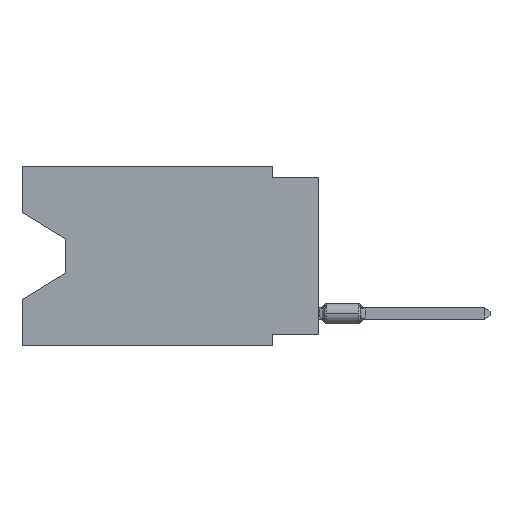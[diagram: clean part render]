
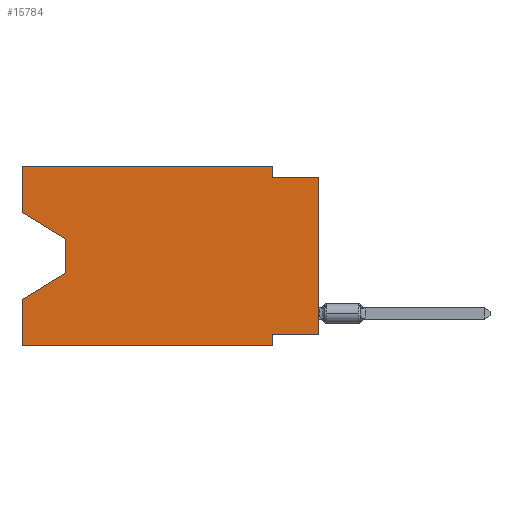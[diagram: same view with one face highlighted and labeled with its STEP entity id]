
A CAD part, left-side view. The second image highlights one B-rep face of the part: STEP entity #15784.
In plain terms, the highlighted planar face has unit normal (-1, 0, 0).
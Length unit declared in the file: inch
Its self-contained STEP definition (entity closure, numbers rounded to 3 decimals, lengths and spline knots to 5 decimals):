
#235 = CARTESIAN_POINT ( 'NONE',  ( 0., 0., 0. ) ) ;
#903 = DIRECTION ( 'NONE',  ( 0., 0.855, -0.519 ) ) ;
#1143 = ORIENTED_EDGE ( 'NONE', *, *, #15915, .T. ) ;
#1436 = VECTOR ( 'NONE', #19940, 39.37008 ) ;
#2224 = VERTEX_POINT ( 'NONE', #9068 ) ;
#2371 = ORIENTED_EDGE ( 'NONE', *, *, #7337, .F. ) ;
#2395 = CARTESIAN_POINT ( 'NONE',  ( 0., 0., -0.365 ) ) ;
#2443 = CARTESIAN_POINT ( 'NONE',  ( 0., 0.645, 0. ) ) ;
#2503 = LINE ( 'NONE', #9007, #18990 ) ;
#2506 = CARTESIAN_POINT ( 'NONE',  ( 0., 0.645, 0. ) ) ;
#2552 = CARTESIAN_POINT ( 'NONE',  ( 0., 0., -0.365 ) ) ;
#3202 = DIRECTION ( 'NONE',  ( 0., 0., 1. ) ) ;
#3297 = CARTESIAN_POINT ( 'NONE',  ( 0., 0.645, 0. ) ) ;
#3508 = VECTOR ( 'NONE', #3202, 39.37008 ) ;
#3668 = CARTESIAN_POINT ( 'NONE',  ( 0., 0., -0.025 ) ) ;
#3770 = CARTESIAN_POINT ( 'NONE',  ( 0., 0.1, -0.39 ) ) ;
#3789 = LINE ( 'NONE', #8794, #15042 ) ;
#3991 = VERTEX_POINT ( 'NONE', #15596 ) ;
#4070 = VERTEX_POINT ( 'NONE', #2506 ) ;
#4312 = CARTESIAN_POINT ( 'NONE',  ( 0., 0.645, -0.39 ) ) ;
#4728 = VECTOR ( 'NONE', #10486, 39.37008 ) ;
#5420 = VECTOR ( 'NONE', #19242, 39.37008 ) ;
#5691 = DIRECTION ( 'NONE',  ( 0., -1., 0. ) ) ;
#5703 = LINE ( 'NONE', #4312, #12579 ) ;
#5836 = VECTOR ( 'NONE', #6722, 39.37008 ) ;
#6548 = VECTOR ( 'NONE', #20624, 39.37008 ) ;
#6654 = EDGE_CURVE ( 'NONE', #17054, #20605, #8125, .T. ) ;
#6722 = DIRECTION ( 'NONE',  ( 0., 0., 1. ) ) ;
#6742 = LINE ( 'NONE', #20153, #1436 ) ;
#6855 = DIRECTION ( 'NONE',  ( 0., 0., -1. ) ) ;
#6891 = PLANE ( 'NONE',  #15609 ) ;
#6997 = FACE_OUTER_BOUND ( 'NONE', #17883, .T. ) ;
#7100 = CARTESIAN_POINT ( 'NONE',  ( 0., 0.645, -0.39 ) ) ;
#7222 = ORIENTED_EDGE ( 'NONE', *, *, #7967, .F. ) ;
#7337 = EDGE_CURVE ( 'NONE', #15732, #2224, #20530, .T. ) ;
#7404 = VERTEX_POINT ( 'NONE', #18918 ) ;
#7451 = LINE ( 'NONE', #13948, #5420 ) ;
#7503 = LINE ( 'NONE', #12609, #12840 ) ;
#7715 = CARTESIAN_POINT ( 'NONE',  ( 0., 0.645, -0.10025 ) ) ;
#7773 = EDGE_CURVE ( 'NONE', #13592, #13369, #6742, .T. ) ;
#7787 = EDGE_CURVE ( 'NONE', #17244, #7404, #18340, .T. ) ;
#7807 = DIRECTION ( 'NONE',  ( 0., -0.855, -0.519 ) ) ;
#7967 = EDGE_CURVE ( 'NONE', #8649, #4070, #19795, .T. ) ;
#8125 = LINE ( 'NONE', #235, #5836 ) ;
#8268 = ORIENTED_EDGE ( 'NONE', *, *, #17224, .T. ) ;
#8347 = VERTEX_POINT ( 'NONE', #13472 ) ;
#8649 = VERTEX_POINT ( 'NONE', #7715 ) ;
#8794 = CARTESIAN_POINT ( 'NONE',  ( 0., 0., -0.025 ) ) ;
#9007 = CARTESIAN_POINT ( 'NONE',  ( 0., 0.55, -0.232 ) ) ;
#9068 = CARTESIAN_POINT ( 'NONE',  ( 0., 0.645, -0.28975 ) ) ;
#9257 = ORIENTED_EDGE ( 'NONE', *, *, #11244, .F. ) ;
#9646 = ORIENTED_EDGE ( 'NONE', *, *, #17534, .F. ) ;
#10028 = CARTESIAN_POINT ( 'NONE',  ( 0., 0.645, 0. ) ) ;
#10200 = DIRECTION ( 'NONE',  ( 0., 0., -1. ) ) ;
#10237 = DIRECTION ( 'NONE',  ( 0., -1., 0. ) ) ;
#10299 = VECTOR ( 'NONE', #6855, 39.37008 ) ;
#10486 = DIRECTION ( 'NONE',  ( 0., 1., 0. ) ) ;
#11137 = ORIENTED_EDGE ( 'NONE', *, *, #7773, .F. ) ;
#11244 = EDGE_CURVE ( 'NONE', #13369, #20605, #3789, .T. ) ;
#12217 = VECTOR ( 'NONE', #10237, 39.37008 ) ;
#12411 = LINE ( 'NONE', #2395, #4728 ) ;
#12579 = VECTOR ( 'NONE', #20602, 39.37008 ) ;
#12609 = CARTESIAN_POINT ( 'NONE',  ( 0., 0.645, -0.10025 ) ) ;
#12840 = VECTOR ( 'NONE', #7807, 39.37008 ) ;
#13112 = LINE ( 'NONE', #10028, #12217 ) ;
#13369 = VERTEX_POINT ( 'NONE', #17882 ) ;
#13472 = CARTESIAN_POINT ( 'NONE',  ( 0., 0.55, -0.158 ) ) ;
#13592 = VERTEX_POINT ( 'NONE', #15028 ) ;
#13605 = CARTESIAN_POINT ( 'NONE',  ( 0., 0.645, 0. ) ) ;
#13948 = CARTESIAN_POINT ( 'NONE',  ( 0., 0.55, -0.158 ) ) ;
#14174 = ORIENTED_EDGE ( 'NONE', *, *, #20867, .T. ) ;
#14371 = CARTESIAN_POINT ( 'NONE',  ( 0., 0.1, -0.365 ) ) ;
#15028 = CARTESIAN_POINT ( 'NONE',  ( 0., 0.1, 0. ) ) ;
#15042 = VECTOR ( 'NONE', #5691, 39.37008 ) ;
#15596 = CARTESIAN_POINT ( 'NONE',  ( 0., 0.55, -0.232 ) ) ;
#15600 = ORIENTED_EDGE ( 'NONE', *, *, #19170, .T. ) ;
#15609 = AXIS2_PLACEMENT_3D ( 'NONE', #13605, #19967, #10200 ) ;
#15732 = VERTEX_POINT ( 'NONE', #7100 ) ;
#15784 = ADVANCED_FACE ( 'NONE', ( #6997 ), #6891, .F. ) ;
#15915 = EDGE_CURVE ( 'NONE', #15732, #7404, #5703, .T. ) ;
#17054 = VERTEX_POINT ( 'NONE', #2552 ) ;
#17224 = EDGE_CURVE ( 'NONE', #8347, #3991, #7451, .T. ) ;
#17244 = VERTEX_POINT ( 'NONE', #14371 ) ;
#17294 = ORIENTED_EDGE ( 'NONE', *, *, #19275, .F. ) ;
#17534 = EDGE_CURVE ( 'NONE', #17054, #17244, #12411, .T. ) ;
#17882 = CARTESIAN_POINT ( 'NONE',  ( 0., 0.1, -0.025 ) ) ;
#17883 = EDGE_LOOP ( 'NONE', ( #14174, #8268, #15600, #2371, #1143, #20735, #9646, #18957, #9257, #11137, #17294, #7222 ) ) ;
#18340 = LINE ( 'NONE', #3770, #10299 ) ;
#18918 = CARTESIAN_POINT ( 'NONE',  ( 0., 0.1, -0.39 ) ) ;
#18957 = ORIENTED_EDGE ( 'NONE', *, *, #6654, .T. ) ;
#18990 = VECTOR ( 'NONE', #903, 39.37008 ) ;
#19170 = EDGE_CURVE ( 'NONE', #3991, #2224, #2503, .T. ) ;
#19242 = DIRECTION ( 'NONE',  ( 0., 0., -1. ) ) ;
#19275 = EDGE_CURVE ( 'NONE', #4070, #13592, #13112, .T. ) ;
#19795 = LINE ( 'NONE', #3297, #3508 ) ;
#19940 = DIRECTION ( 'NONE',  ( 0., 0., -1. ) ) ;
#19967 = DIRECTION ( 'NONE',  ( 1., 0., 0. ) ) ;
#20153 = CARTESIAN_POINT ( 'NONE',  ( 0., 0.1, 0. ) ) ;
#20530 = LINE ( 'NONE', #2443, #6548 ) ;
#20602 = DIRECTION ( 'NONE',  ( 0., -1., 0. ) ) ;
#20605 = VERTEX_POINT ( 'NONE', #3668 ) ;
#20624 = DIRECTION ( 'NONE',  ( 0., 0., 1. ) ) ;
#20735 = ORIENTED_EDGE ( 'NONE', *, *, #7787, .F. ) ;
#20867 = EDGE_CURVE ( 'NONE', #8649, #8347, #7503, .T. ) ;
